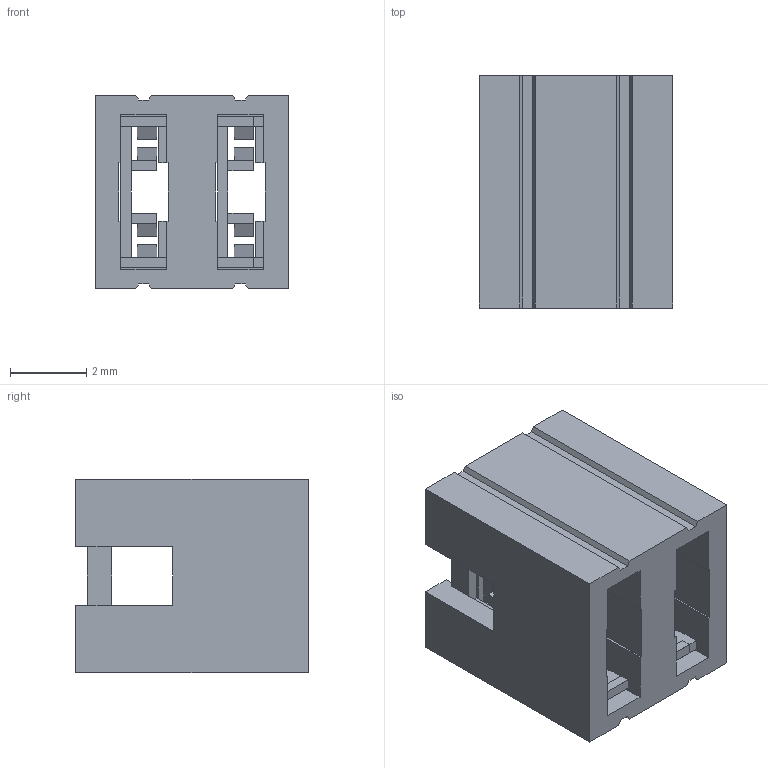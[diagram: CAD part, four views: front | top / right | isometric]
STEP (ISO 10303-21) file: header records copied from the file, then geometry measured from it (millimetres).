
FILE_DESCRIPTION(('CAx-IF Rec.Pracs.---Model Styling and Organization---1.5---2016-08-15','CAx-IF Rec.Pracs.---Geometric and Assembly Validation Properties---4.4---2016-08-17','CAx-IF Rec.Pracs.---User Defined Attributes---1.5---2016-08-15','CAx-IF Rec.Pracs.---External References---2.1---2005-01-19'),'2;1');
FILE_NAME('MNT-102-BK-x.step','2020-08-13T20:49:36',('Unspecified'),('Unspecified'),'CAD Exchanger 3.8.1 (cadexchanger.com)','Unspecified','');
FILE_SCHEMA(('AUTOMOTIVE_DESIGN { 1 0 10303 214 1 1 1 1 }'));
Length unit declared in the file: millimetre
Products named in the file (4): MNT-102-BK-T; _MNT-02-BK-T_t; _MNT-02-BK-T_p1; _MNT-02-BK-T_p2
Assembly tree (3 placements, depth 2):
  MNT-102-BK-T
    _MNT-02-BK-T_t
    _MNT-02-BK-T_p1
    _MNT-02-BK-T_p2
Bounding box: 5.08 x 6.1 x 5.08 mm (x, y, z)
Volume: 99.8 mm3; surface area: 423.1 mm2
Topology: 3 solids, 3 shells, 253 faces, 750 edges, 500 vertices
Faces by surface type: plane 233, cylinder 20
Entity records: 10244 total; most frequent: CARTESIAN_POINT 1507, ORIENTED_EDGE 1500, DIRECTION 1304, EDGE_CURVE 750, LINE 710, VECTOR 710, VERTEX_POINT 500, AXIS2_PLACEMENT_3D 297
